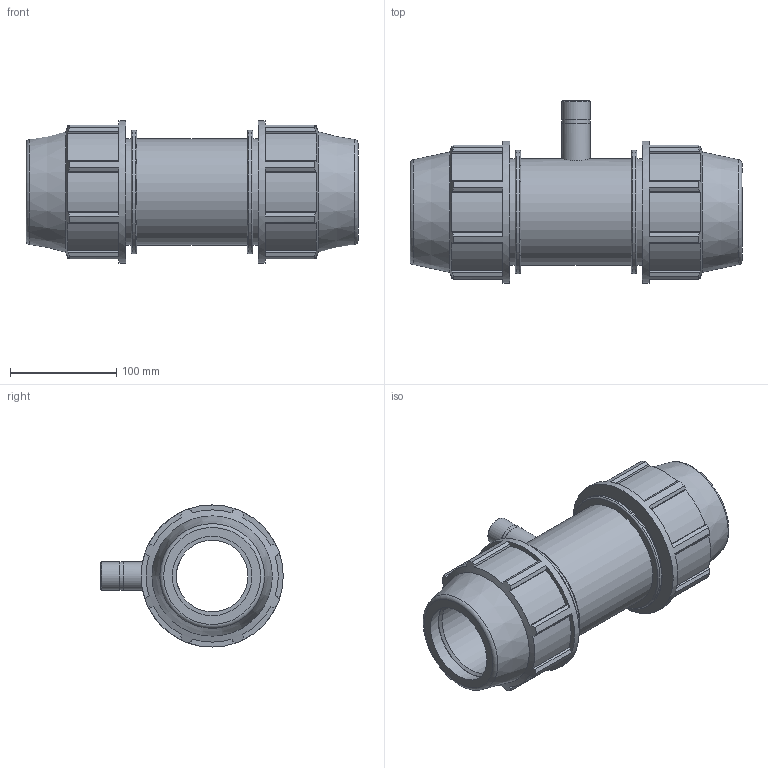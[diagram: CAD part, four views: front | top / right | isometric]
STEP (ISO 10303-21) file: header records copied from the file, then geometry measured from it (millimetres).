
FILE_DESCRIPTION(/* description */ ('PLASSON COUPLER WITH RISER 75-3/4"'),/* implementation_level */ '2;1');
FILE_NAME(/* name */ '0781060750070A.ipt.stp',/* time_stamp */ '2017-06-22T10:29:41+03:00',/* author */ ('KIM'),/* organization */ (''),/* preprocessor_version */ 'ST-DEVELOPER v15.6',/* originating_system */ 'Autodesk Inventor 2015',/* authorisation */ '');
FILE_SCHEMA (('AUTOMOTIVE_DESIGN { 1 0 10303 214 3 1 1 }'));
Length unit declared in the file: millimetre
Products named in the file (1): 0781060750070A
Bounding box: 313 x 172 x 134 mm (x, y, z)
Volume: 1766391.7 mm3; surface area: 233401.7 mm2
Topology: 1 solids, 1 shells, 140 faces, 370 edges, 243 vertices
Faces by surface type: plane 95, cylinder 30, cone 9, torus 6
Full cylindrical faces by diameter (mm): 18.509 x1, 26.441 x2, 26.97 x1, 67.5 x1, 75 x2, 100.5 x3, 116.58 x2, 134 x2
Entity records: 4174 total; most frequent: CARTESIAN_POINT 837, DIRECTION 684, ORIENTED_EDGE 662, EDGE_CURVE 331, AXIS2_PLACEMENT_3D 246, VERTEX_POINT 235, LINE 192, VECTOR 192
